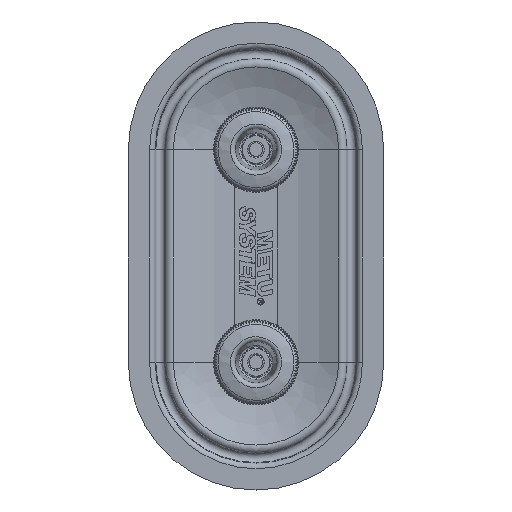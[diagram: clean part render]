
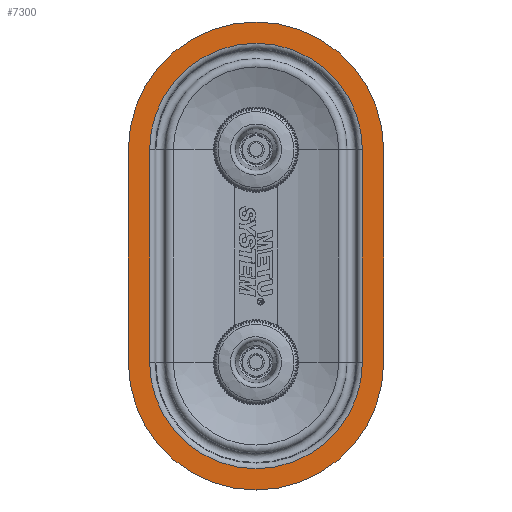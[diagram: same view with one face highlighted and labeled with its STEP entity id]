
A CAD part, top view. The second image highlights one B-rep face of the part: STEP entity #7300.
In plain terms, the highlighted planar face has unit normal (0, 0, 1).
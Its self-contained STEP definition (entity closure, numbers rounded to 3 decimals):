
#3421=PLANE('',#24605);
#4067=LINE('',#34466,#5717);
#4068=LINE('',#34471,#5718);
#4069=LINE('',#34477,#5719);
#4070=LINE('',#34478,#5720);
#5717=VECTOR('',#27400,1.);
#5718=VECTOR('',#27403,1.);
#5719=VECTOR('',#27408,1.);
#5720=VECTOR('',#27409,1.);
#7300=ADVANCED_FACE('',(#9185,#9186),#3421,.F.);
#9185=FACE_BOUND('',#9400,.T.);
#9186=FACE_BOUND('',#9401,.T.);
#9400=EDGE_LOOP('',(#11320,#11321,#11322,#11323));
#9401=EDGE_LOOP('',(#11324,#11325,#11326,#11327));
#11320=ORIENTED_EDGE('',*,*,#20222,.F.);
#11321=ORIENTED_EDGE('',*,*,#20223,.F.);
#11322=ORIENTED_EDGE('',*,*,#20224,.T.);
#11323=ORIENTED_EDGE('',*,*,#20225,.T.);
#11324=ORIENTED_EDGE('',*,*,#20226,.T.);
#11325=ORIENTED_EDGE('',*,*,#20227,.T.);
#11326=ORIENTED_EDGE('',*,*,#20219,.F.);
#11327=ORIENTED_EDGE('',*,*,#20228,.F.);
#18241=VERTEX_POINT('',#34461);
#18242=VERTEX_POINT('',#34462);
#18243=VERTEX_POINT('',#34467);
#18244=VERTEX_POINT('',#34468);
#18245=VERTEX_POINT('',#34470);
#18246=VERTEX_POINT('',#34472);
#18247=VERTEX_POINT('',#34475);
#18248=VERTEX_POINT('',#34476);
#20219=EDGE_CURVE('',#18241,#18242,#23591,.T.);
#20222=EDGE_CURVE('',#18243,#18244,#4067,.T.);
#20223=EDGE_CURVE('',#18245,#18243,#23592,.T.);
#20224=EDGE_CURVE('',#18245,#18246,#4068,.T.);
#20225=EDGE_CURVE('',#18246,#18244,#23593,.T.);
#20226=EDGE_CURVE('',#18247,#18248,#23594,.T.);
#20227=EDGE_CURVE('',#18248,#18242,#4069,.T.);
#20228=EDGE_CURVE('',#18247,#18241,#4070,.T.);
#23591=CIRCLE('',#24600,60.);
#23592=CIRCLE('',#24602,50.);
#23593=CIRCLE('',#24603,50.);
#23594=CIRCLE('',#24604,60.);
#24600=AXIS2_PLACEMENT_3D('',#34460,#27394,#27395);
#24602=AXIS2_PLACEMENT_3D('',#34469,#27401,#27402);
#24603=AXIS2_PLACEMENT_3D('',#34473,#27404,#27405);
#24604=AXIS2_PLACEMENT_3D('',#34474,#27406,#27407);
#24605=AXIS2_PLACEMENT_3D('',#34479,#27410,#27411);
#27394=DIRECTION('',(0.,0.,-1.));
#27395=DIRECTION('',(0.,1.,0.));
#27400=DIRECTION('',(0.,-1.,0.));
#27401=DIRECTION('',(0.,0.,1.));
#27402=DIRECTION('',(0.,-1.,0.));
#27403=DIRECTION('',(0.,-1.,0.));
#27404=DIRECTION('',(0.,0.,-1.));
#27405=DIRECTION('',(0.,1.,0.));
#27406=DIRECTION('',(0.,0.,1.));
#27407=DIRECTION('',(0.,-1.,0.));
#27408=DIRECTION('',(0.,-1.,0.));
#27409=DIRECTION('',(0.,-1.,0.));
#27410=DIRECTION('',(0.,0.,-1.));
#27411=DIRECTION('',(0.,1.,0.));
#34460=CARTESIAN_POINT('',(0.,-50.,0.7));
#34461=CARTESIAN_POINT('',(60.,-50.,0.7));
#34462=CARTESIAN_POINT('',(-60.,-50.,0.7));
#34466=CARTESIAN_POINT('',(-50.,0.,0.7));
#34467=CARTESIAN_POINT('',(-50.,50.,0.7));
#34468=CARTESIAN_POINT('',(-50.,-50.,0.7));
#34469=CARTESIAN_POINT('',(0.,50.,0.7));
#34470=CARTESIAN_POINT('',(50.,50.,0.7));
#34471=CARTESIAN_POINT('',(50.,0.,0.7));
#34472=CARTESIAN_POINT('',(50.,-50.,0.7));
#34473=CARTESIAN_POINT('',(0.,-50.,0.7));
#34474=CARTESIAN_POINT('',(0.,50.,0.7));
#34475=CARTESIAN_POINT('',(60.,50.,0.7));
#34476=CARTESIAN_POINT('',(-60.,50.,0.7));
#34477=CARTESIAN_POINT('',(-60.,0.,0.7));
#34478=CARTESIAN_POINT('',(60.,0.,0.7));
#34479=CARTESIAN_POINT('',(60.,-50.,0.7));
